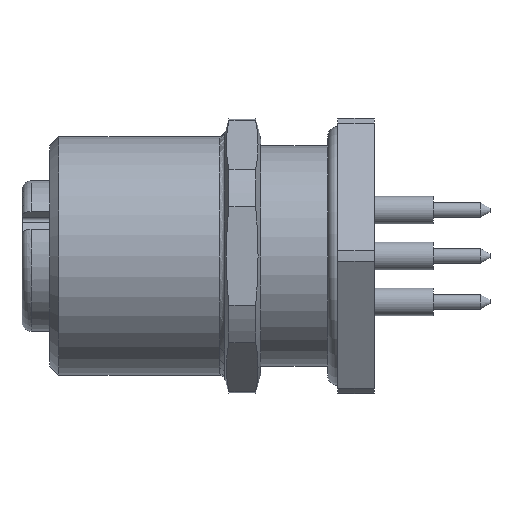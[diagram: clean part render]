
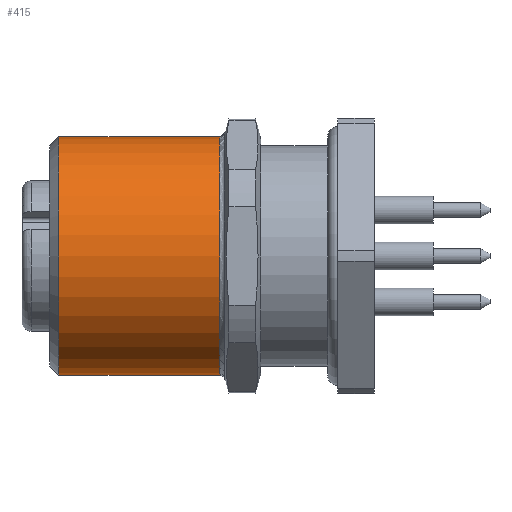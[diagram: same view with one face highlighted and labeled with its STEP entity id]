
A CAD part, front view. The second image highlights one B-rep face of the part: STEP entity #415.
In plain terms, the highlighted cylindrical face has radius 6.5 mm (diameter 13 mm), a full revolution.
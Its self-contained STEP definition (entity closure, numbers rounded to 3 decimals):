
#90=FACE_BOUND('',#670,.T.);
#91=FACE_BOUND('',#671,.T.);
#212=CYLINDRICAL_SURFACE('',#2081,6.5);
#261=CIRCLE('',#2079,6.5);
#262=CIRCLE('',#2080,6.5);
#415=ADVANCED_FACE('',(#90,#91),#212,.T.);
#670=EDGE_LOOP('',(#935));
#671=EDGE_LOOP('',(#936));
#935=ORIENTED_EDGE('',*,*,#1650,.T.);
#936=ORIENTED_EDGE('',*,*,#1651,.T.);
#1431=VERTEX_POINT('',#3319);
#1432=VERTEX_POINT('',#3321);
#1650=EDGE_CURVE('',#1431,#1431,#261,.T.);
#1651=EDGE_CURVE('',#1432,#1432,#262,.T.);
#2079=AXIS2_PLACEMENT_3D('',#3318,#2454,#2455);
#2080=AXIS2_PLACEMENT_3D('',#3320,#2456,#2457);
#2081=AXIS2_PLACEMENT_3D('',#3322,#2458,#2459);
#2454=DIRECTION('',(-1.,0.,0.));
#2455=DIRECTION('',(0.,0.,-1.));
#2456=DIRECTION('',(1.,0.,0.));
#2457=DIRECTION('',(0.,0.,1.));
#2458=DIRECTION('',(-1.,0.,0.));
#2459=DIRECTION('',(0.,0.,-1.));
#3318=CARTESIAN_POINT('',(10.77,0.,0.));
#3319=CARTESIAN_POINT('',(10.77,0.,-6.5));
#3320=CARTESIAN_POINT('',(2.,0.,0.));
#3321=CARTESIAN_POINT('',(2.,0.,6.5));
#3322=CARTESIAN_POINT('',(1.5,0.,0.));
